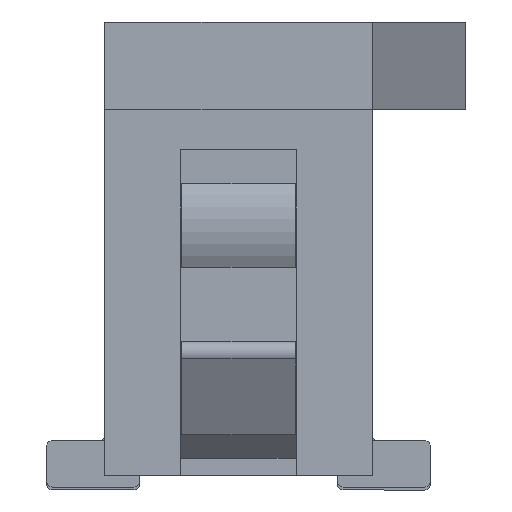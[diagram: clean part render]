
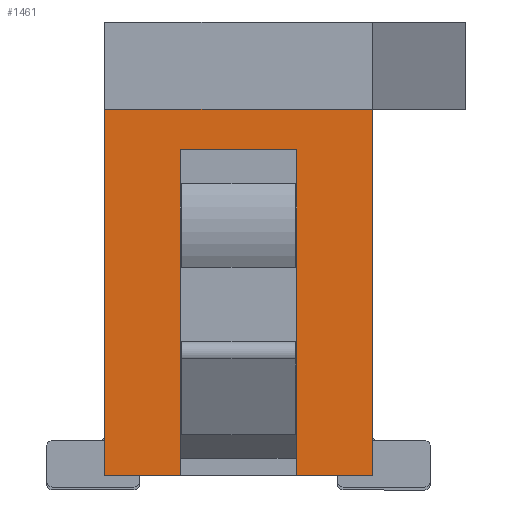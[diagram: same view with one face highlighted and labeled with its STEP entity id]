
A CAD part, left-side view. The second image highlights one B-rep face of the part: STEP entity #1461.
In plain terms, the highlighted planar face has unit normal (-1, 0, 0).
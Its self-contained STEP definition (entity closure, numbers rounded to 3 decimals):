
#1461 = ADVANCED_FACE( '', ( #3537 ), #3538, .F. );
#3537 = FACE_OUTER_BOUND( '', #6330, .T. );
#3538 = PLANE( '', #6331 );
#6330 = EDGE_LOOP( '', ( #10066, #10067, #10068, #10069, #10070, #10071, #10072, #10073 ) );
#6331 = AXIS2_PLACEMENT_3D( '', #10074, #10075, #10076 );
#10066 = ORIENTED_EDGE( '', *, *, #19910, .F. );
#10067 = ORIENTED_EDGE( '', *, *, #19622, .F. );
#10068 = ORIENTED_EDGE( '', *, *, #19911, .F. );
#10069 = ORIENTED_EDGE( '', *, *, #19912, .T. );
#10070 = ORIENTED_EDGE( '', *, *, #19913, .F. );
#10071 = ORIENTED_EDGE( '', *, *, #19914, .F. );
#10072 = ORIENTED_EDGE( '', *, *, #19915, .T. );
#10073 = ORIENTED_EDGE( '', *, *, #19916, .T. );
#10074 = CARTESIAN_POINT( '', ( -13.75, -1.15, 1.575 ) );
#10075 = DIRECTION( '', ( 1., 0., 0. ) );
#10076 = DIRECTION( '', ( 0., 0., -1. ) );
#19622 = EDGE_CURVE( '', #24336, #24331, #24338, .T. );
#19910 = EDGE_CURVE( '', #24331, #24836, #24837, .T. );
#19911 = EDGE_CURVE( '', #24838, #24336, #24839, .T. );
#19912 = EDGE_CURVE( '', #24838, #24840, #24841, .T. );
#19913 = EDGE_CURVE( '', #24842, #24840, #24843, .T. );
#19914 = EDGE_CURVE( '', #24844, #24842, #24845, .T. );
#19915 = EDGE_CURVE( '', #24844, #24846, #24847, .T. );
#19916 = EDGE_CURVE( '', #24846, #24836, #24848, .T. );
#24331 = VERTEX_POINT( '', #31211 );
#24336 = VERTEX_POINT( '', #31218 );
#24338 = LINE( '', #31221, #31222 );
#24836 = VERTEX_POINT( '', #31950 );
#24837 = LINE( '', #31951, #31952 );
#24838 = VERTEX_POINT( '', #31953 );
#24839 = LINE( '', #31954, #31955 );
#24840 = VERTEX_POINT( '', #31956 );
#24841 = LINE( '', #31957, #31958 );
#24842 = VERTEX_POINT( '', #31959 );
#24843 = LINE( '', #31960, #31961 );
#24844 = VERTEX_POINT( '', #31962 );
#24845 = LINE( '', #31963, #31964 );
#24846 = VERTEX_POINT( '', #31965 );
#24847 = LINE( '', #31966, #31967 );
#24848 = LINE( '', #31968, #31969 );
#31211 = CARTESIAN_POINT( '', ( -13.75, 0.5, -1.575 ) );
#31218 = CARTESIAN_POINT( '', ( -13.75, 0.5, 1.225 ) );
#31221 = CARTESIAN_POINT( '', ( -13.75, 0.5, 1.225 ) );
#31222 = VECTOR( '', #39687, 1000. );
#31950 = CARTESIAN_POINT( '', ( -13.75, 1.15, -1.575 ) );
#31951 = CARTESIAN_POINT( '', ( -13.75, -1.15, -1.575 ) );
#31952 = VECTOR( '', #39942, 1000. );
#31953 = CARTESIAN_POINT( '', ( -13.75, -0.5, 1.225 ) );
#31954 = CARTESIAN_POINT( '', ( -13.75, -0.5, 1.225 ) );
#31955 = VECTOR( '', #39943, 1000. );
#31956 = CARTESIAN_POINT( '', ( -13.75, -0.5, -1.575 ) );
#31957 = CARTESIAN_POINT( '', ( -13.75, -0.5, 1.225 ) );
#31958 = VECTOR( '', #39944, 1000. );
#31959 = CARTESIAN_POINT( '', ( -13.75, -1.15, -1.575 ) );
#31960 = CARTESIAN_POINT( '', ( -13.75, -1.15, -1.575 ) );
#31961 = VECTOR( '', #39945, 1000. );
#31962 = CARTESIAN_POINT( '', ( -13.75, -1.15, 1.575 ) );
#31963 = CARTESIAN_POINT( '', ( -13.75, -1.15, 1.575 ) );
#31964 = VECTOR( '', #39946, 1000. );
#31965 = CARTESIAN_POINT( '', ( -13.75, 1.15, 1.575 ) );
#31966 = CARTESIAN_POINT( '', ( -13.75, -1.15, 1.575 ) );
#31967 = VECTOR( '', #39947, 1000. );
#31968 = CARTESIAN_POINT( '', ( -13.75, 1.15, 1.575 ) );
#31969 = VECTOR( '', #39948, 1000. );
#39687 = DIRECTION( '', ( 0., 0., -1. ) );
#39942 = DIRECTION( '', ( 0., 1., 0. ) );
#39943 = DIRECTION( '', ( 0., 1., 0. ) );
#39944 = DIRECTION( '', ( 0., 0., -1. ) );
#39945 = DIRECTION( '', ( 0., 1., 0. ) );
#39946 = DIRECTION( '', ( 0., 0., -1. ) );
#39947 = DIRECTION( '', ( 0., 1., 0. ) );
#39948 = DIRECTION( '', ( 0., 0., -1. ) );
